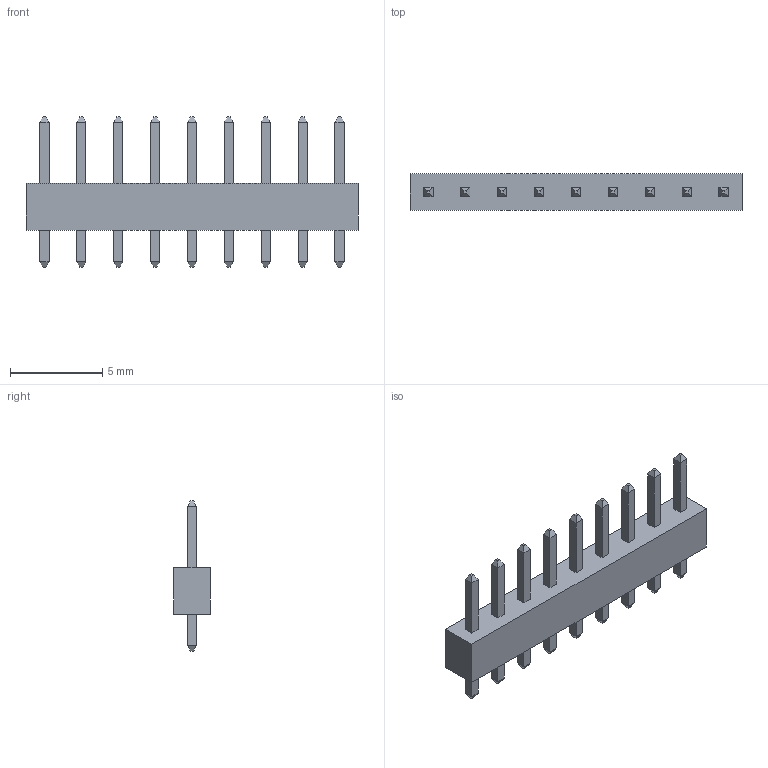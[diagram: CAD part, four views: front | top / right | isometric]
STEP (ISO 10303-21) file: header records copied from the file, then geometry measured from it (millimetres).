
FILE_DESCRIPTION (( 'STEP AP214' ), '1' );
FILE_NAME ( 'HDRV9W50P200_9X1_1800X200H615.STEP', '2022-06-19T11:52:39', ( '' ), ( '' ), '', '©2017 PCB Libraries, Inc.', '' );
FILE_SCHEMA (( 'AUTOMOTIVE_DESIGN' ));
Length unit declared in the file: millimetre
Products named in the file (1): HDRV9W50P200_9X1_1800X200H615
Bounding box: 18 x 2 x 8.15 mm (x, y, z)
Volume: 103.3 mm3; surface area: 276.9 mm2
Topology: 19 solids, 19 shells, 186 faces, 372 edges, 224 vertices
Faces by surface type: plane 186
Entity records: 5249 total; most frequent: CARTESIAN_POINT 783, DIRECTION 746, ORIENTED_EDGE 744, VECTOR 372, LINE 372, EDGE_CURVE 372, VERTEX_POINT 224, STYLED_ITEM 206
